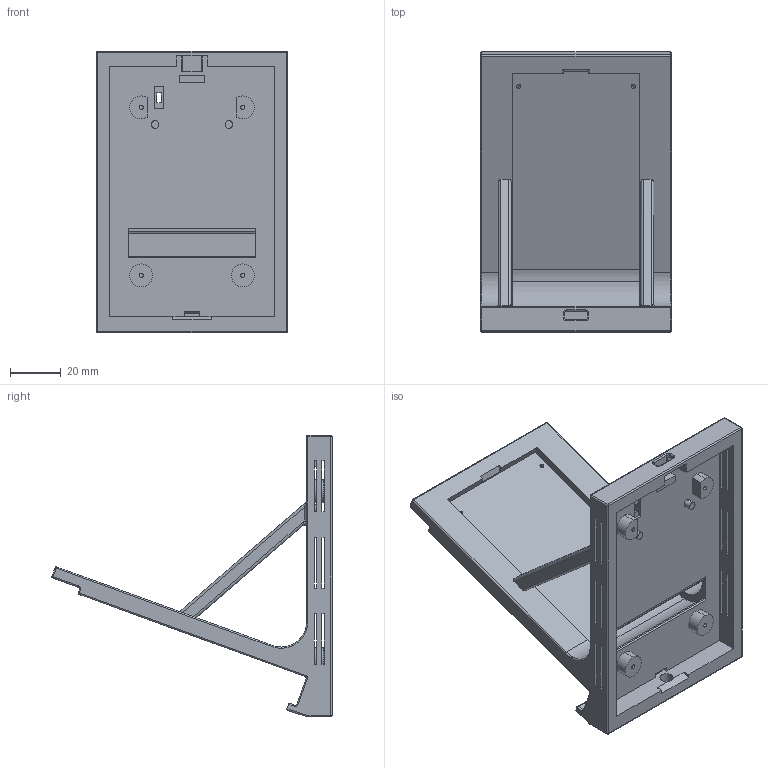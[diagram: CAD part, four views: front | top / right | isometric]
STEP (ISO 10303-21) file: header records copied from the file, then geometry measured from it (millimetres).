
FILE_DESCRIPTION (( 'STEP AP203' ), '1' );
FILE_NAME ('P60盓殤.STEP', '2024-08-05T04:30:19', ( '' ), ( '' ), 'SwSTEP 2.0', 'SolidWorks 2022', '' );
FILE_SCHEMA (( 'CONFIG_CONTROL_DESIGN' ));
Length unit declared in the file: millimetre
Products named in the file (1): P60支架
Bounding box: 75 x 110.1 x 110.5 mm (x, y, z)
Volume: 79548.7 mm3; surface area: 45799.1 mm2
Topology: 1 solids, 1 shells, 428 faces, 1122 edges, 700 vertices
Faces by surface type: plane 201, cylinder 112, bspline 76, torus 20, sphere 19
Entity records: 15208 total; most frequent: CARTESIAN_POINT 5073, ORIENTED_EDGE 2206, DIRECTION 1876, EDGE_CURVE 1103, LINE 706, VECTOR 706, VERTEX_POINT 698, AXIS2_PLACEMENT_3D 585
